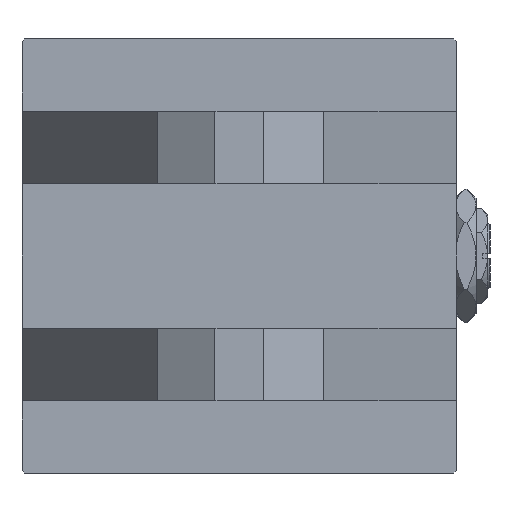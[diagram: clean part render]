
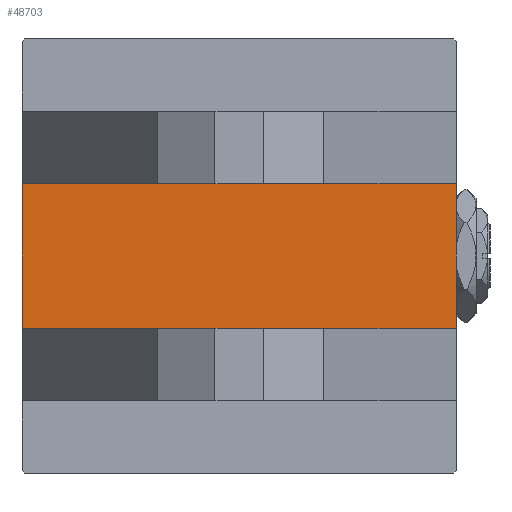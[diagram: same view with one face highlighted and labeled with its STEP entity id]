
A CAD part, left-side view. The second image highlights one B-rep face of the part: STEP entity #48703.
In plain terms, the highlighted planar face has unit normal (-1, 0, 0).
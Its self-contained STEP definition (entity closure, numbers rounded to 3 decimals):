
#64 = EDGE_CURVE ( 'NONE', #16998, #12113, #36406, .T. ) ;
#802 = CARTESIAN_POINT ( 'NONE',  ( 0., 15., -45. ) ) ;
#3121 = ORIENTED_EDGE ( 'NONE', *, *, #64, .F. ) ;
#4397 = CARTESIAN_POINT ( 'NONE',  ( 0., -15., 45. ) ) ;
#7230 = DIRECTION ( 'NONE',  ( -1., 0., 0. ) ) ;
#7231 = CARTESIAN_POINT ( 'NONE',  ( 0., -15., 45. ) ) ;
#7357 = VECTOR ( 'NONE', #51623, 1000. ) ;
#10147 = CARTESIAN_POINT ( 'NONE',  ( 0., 15., 45. ) ) ;
#11975 = FACE_OUTER_BOUND ( 'NONE', #39765, .T. ) ;
#12113 = VERTEX_POINT ( 'NONE', #14092 ) ;
#12121 = LINE ( 'NONE', #44631, #21672 ) ;
#14092 = CARTESIAN_POINT ( 'NONE',  ( 0., -15., -45. ) ) ;
#15048 = VERTEX_POINT ( 'NONE', #10147 ) ;
#15126 = CARTESIAN_POINT ( 'NONE',  ( 0., 45., 45. ) ) ;
#15142 = DIRECTION ( 'NONE',  ( 0., 0., 1. ) ) ;
#16069 = DIRECTION ( 'NONE',  ( 0., 0., -1. ) ) ;
#16998 = VERTEX_POINT ( 'NONE', #7231 ) ;
#21672 = VECTOR ( 'NONE', #16069, 1000. ) ;
#23086 = LINE ( 'NONE', #15126, #7357 ) ;
#28226 = DIRECTION ( 'NONE',  ( 0., 0., -1. ) ) ;
#32602 = CARTESIAN_POINT ( 'NONE',  ( 0., 45., -45. ) ) ;
#36052 = LINE ( 'NONE', #32602, #48429 ) ;
#36406 = LINE ( 'NONE', #4397, #38710 ) ;
#38504 = VERTEX_POINT ( 'NONE', #802 ) ;
#38710 = VECTOR ( 'NONE', #28226, 1000. ) ;
#38953 = EDGE_CURVE ( 'NONE', #38504, #12113, #36052, .T. ) ;
#39765 = EDGE_LOOP ( 'NONE', ( #47437, #3121, #41506, #48396 ) ) ;
#41506 = ORIENTED_EDGE ( 'NONE', *, *, #47264, .F. ) ;
#43447 = CARTESIAN_POINT ( 'NONE',  ( 0., 0., 0. ) ) ;
#44631 = CARTESIAN_POINT ( 'NONE',  ( 0., 15., 45. ) ) ;
#47264 = EDGE_CURVE ( 'NONE', #15048, #16998, #23086, .T. ) ;
#47437 = ORIENTED_EDGE ( 'NONE', *, *, #38953, .T. ) ;
#47815 = AXIS2_PLACEMENT_3D ( 'NONE', #43447, #7230, #15142 ) ;
#47940 = PLANE ( 'NONE',  #47815 ) ;
#48396 = ORIENTED_EDGE ( 'NONE', *, *, #49601, .T. ) ;
#48429 = VECTOR ( 'NONE', #48462, 1000. ) ;
#48462 = DIRECTION ( 'NONE',  ( 0., -1., 0. ) ) ;
#48703 = ADVANCED_FACE ( 'NONE', ( #11975 ), #47940, .T. ) ;
#49601 = EDGE_CURVE ( 'NONE', #15048, #38504, #12121, .T. ) ;
#51623 = DIRECTION ( 'NONE',  ( 0., -1., 0. ) ) ;
